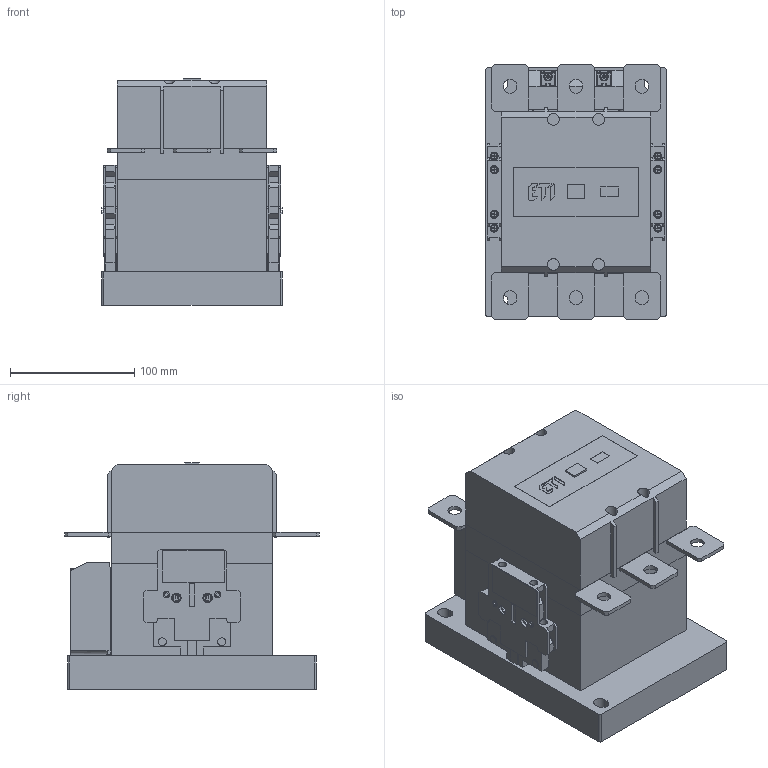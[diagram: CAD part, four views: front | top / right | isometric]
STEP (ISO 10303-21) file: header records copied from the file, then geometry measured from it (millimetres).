
FILE_DESCRIPTION((''),'2;1');
FILE_NAME('CEM_250E_ASM','2021-03-22T',('marketing.praksa'),('Audax d.o.o.'),'CREO PARAMETRIC BY PTC INC, 2017480','CREO PARAMETRIC BY PTC INC, 2017480','');
FILE_SCHEMA(('AUTOMOTIVE_DESIGN { 1 0 10303 214 1 1 1 1 }'));
Products named in the file (30): CWM250___300E_3_1; CWM250___300E_4_1; CWM250___300E_5_1; CWM250___300E_6_1; CWM250___300E_8_1; CWM250___300E_7_1; CWM250___300E_9_1; CWM250___300E_10_1; CWM250___300E_11_1; CWM250___300E_12_1; CWM250___300E_13_1; CWM250___300E_14_1; CWM250___300E_15_1; CWM250___300E_16_1; CWM250___300E_17_1; CWM250___300E_18_1; CWM250___300E_20_1; CWM250___300E_21_1; CWM250___300E_22_1; BODYWITHLOGO_1; PRT0107_1_1; PRT0107_1_2; PRT0107_1_3; PRT0107_1_4; PRT0107_1_5; PRT0107_1_6; ETI_LOGO_1_1_1_1_1_1_1_2_3_4__3; ETI_LOGO_2_1_1_1_1_1_1_2_3_4__3; ETI_LOGO_3_1_1_1_1_1_1_2_3_4__3; CEM_250E_ASM
Assembly tree (29 placements, depth 2):
  CEM_250E_ASM
    CWM250___300E_3_1
    CWM250___300E_4_1
    CWM250___300E_5_1
    CWM250___300E_6_1
    CWM250___300E_8_1
    CWM250___300E_7_1
    CWM250___300E_9_1
    CWM250___300E_10_1
    CWM250___300E_11_1
    CWM250___300E_12_1
    CWM250___300E_13_1
    CWM250___300E_14_1
    CWM250___300E_15_1
    CWM250___300E_16_1
    CWM250___300E_17_1
    CWM250___300E_18_1
    CWM250___300E_20_1
    CWM250___300E_21_1
    CWM250___300E_22_1
    BODYWITHLOGO_1
    PRT0107_1_1
    PRT0107_1_2
    PRT0107_1_3
    PRT0107_1_4
    PRT0107_1_5
    PRT0107_1_6
    ETI_LOGO_1_1_1_1_1_1_1_2_3_4__3
    ETI_LOGO_2_1_1_1_1_1_1_2_3_4__3
    ETI_LOGO_3_1_1_1_1_1_1_2_3_4__3
Bounding box: 145.1 x 205 x 182.45 mm (x, y, z)
Volume: 3315660.9 mm3; surface area: 315683.1 mm2
Topology: 29 solids, 29 shells, 2418 faces, 6494 edges, 4190 vertices
Faces by surface type: plane 1647, cylinder 495, cone 140, bspline 60, sphere 40, torus 36
Entity records: 118117 total; most frequent: CARTESIAN_POINT 19287, ORIENTED_EDGE 12908, DIRECTION 12285, PRESENTATION_STYLE_ASSIGNMENT 8901, STYLED_ITEM 8901, CURVE_STYLE 6454, EDGE_CURVE 6454, VECTOR 4239
